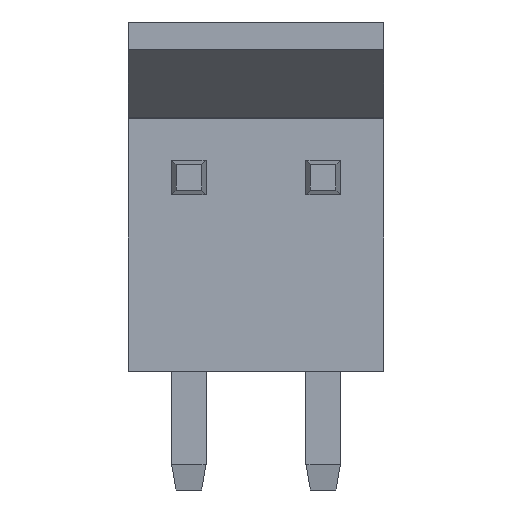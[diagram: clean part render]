
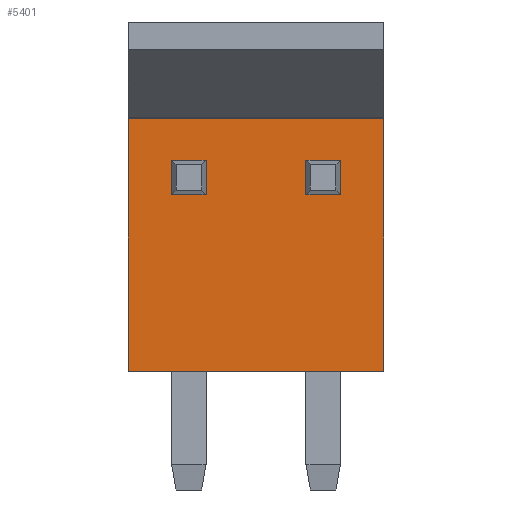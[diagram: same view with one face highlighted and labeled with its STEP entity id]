
A CAD part, front view. The second image highlights one B-rep face of the part: STEP entity #5401.
In plain terms, the highlighted planar face has unit normal (0, -1, 0).
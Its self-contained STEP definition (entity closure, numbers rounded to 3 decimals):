
#426=ORIENTED_EDGE('',*,*,#1538,.T.);
#427=ORIENTED_EDGE('',*,*,#1539,.T.);
#428=ORIENTED_EDGE('',*,*,#1540,.T.);
#429=ORIENTED_EDGE('',*,*,#1541,.T.);
#430=ORIENTED_EDGE('',*,*,#1542,.T.);
#431=ORIENTED_EDGE('',*,*,#1543,.T.);
#432=ORIENTED_EDGE('',*,*,#1544,.T.);
#433=ORIENTED_EDGE('',*,*,#1545,.T.);
#434=ORIENTED_EDGE('',*,*,#1546,.T.);
#435=ORIENTED_EDGE('',*,*,#1547,.T.);
#436=ORIENTED_EDGE('',*,*,#1548,.F.);
#437=ORIENTED_EDGE('',*,*,#1549,.F.);
#1538=EDGE_CURVE('',#2096,#2097,#2472,.T.);
#1539=EDGE_CURVE('',#2097,#2098,#2473,.T.);
#1540=EDGE_CURVE('',#2098,#2099,#2474,.T.);
#1541=EDGE_CURVE('',#2099,#2096,#2475,.T.);
#1542=EDGE_CURVE('',#2100,#2101,#2476,.T.);
#1543=EDGE_CURVE('',#2101,#2102,#2477,.T.);
#1544=EDGE_CURVE('',#2102,#2103,#2478,.T.);
#1545=EDGE_CURVE('',#2103,#2100,#2479,.T.);
#1546=EDGE_CURVE('',#2104,#2105,#2480,.T.);
#1547=EDGE_CURVE('',#2105,#2106,#2481,.T.);
#1548=EDGE_CURVE('',#2107,#2106,#2482,.T.);
#1549=EDGE_CURVE('',#2104,#2107,#2483,.T.);
#2096=VERTEX_POINT('',#6623);
#2097=VERTEX_POINT('',#6624);
#2098=VERTEX_POINT('',#6626);
#2099=VERTEX_POINT('',#6628);
#2100=VERTEX_POINT('',#6631);
#2101=VERTEX_POINT('',#6632);
#2102=VERTEX_POINT('',#6634);
#2103=VERTEX_POINT('',#6636);
#2104=VERTEX_POINT('',#6639);
#2105=VERTEX_POINT('',#6640);
#2106=VERTEX_POINT('',#6642);
#2107=VERTEX_POINT('',#6644);
#2472=LINE('',#6622,#2740);
#2473=LINE('',#6625,#2741);
#2474=LINE('',#6627,#2742);
#2475=LINE('',#6629,#2743);
#2476=LINE('',#6630,#2744);
#2477=LINE('',#6633,#2745);
#2478=LINE('',#6635,#2746);
#2479=LINE('',#6637,#2747);
#2480=LINE('',#6638,#2748);
#2481=LINE('',#6641,#2749);
#2482=LINE('',#6643,#2750);
#2483=LINE('',#6645,#2751);
#2740=VECTOR('',#5916,1000.);
#2741=VECTOR('',#5917,1000.);
#2742=VECTOR('',#5918,1000.);
#2743=VECTOR('',#5919,1000.);
#2744=VECTOR('',#5920,1000.);
#2745=VECTOR('',#5921,1000.);
#2746=VECTOR('',#5922,1000.);
#2747=VECTOR('',#5923,1000.);
#2748=VECTOR('',#5924,1000.);
#2749=VECTOR('',#5925,1000.);
#2750=VECTOR('',#5926,1000.);
#2751=VECTOR('',#5927,1000.);
#2990=EDGE_LOOP('',(#426,#427,#428,#429));
#2991=EDGE_LOOP('',(#430,#431,#432,#433));
#2992=EDGE_LOOP('',(#434,#435,#436,#437));
#3254=FACE_BOUND('',#2990,.T.);
#3255=FACE_BOUND('',#2991,.T.);
#3256=FACE_BOUND('',#2992,.T.);
#3514=PLANE('',#5668);
#5401=ADVANCED_FACE('',(#3254,#3255,#3256),#3514,.T.);
#5668=AXIS2_PLACEMENT_3D('',#6621,#5914,#5915);
#5914=DIRECTION('',(0.,-1.,0.));
#5915=DIRECTION('',(1.,0.,0.));
#5916=DIRECTION('',(0.,0.,-1.));
#5917=DIRECTION('',(-1.,0.,0.));
#5918=DIRECTION('',(0.,0.,1.));
#5919=DIRECTION('',(1.,0.,0.));
#5920=DIRECTION('',(-1.,0.,0.));
#5921=DIRECTION('',(0.,0.,1.));
#5922=DIRECTION('',(1.,0.,0.));
#5923=DIRECTION('',(0.,0.,-1.));
#5924=DIRECTION('',(0.,0.,1.));
#5925=DIRECTION('',(-1.,0.,0.));
#5926=DIRECTION('',(0.,0.,1.));
#5927=DIRECTION('',(-1.,0.,0.));
#6621=CARTESIAN_POINT('',(3.758,-8.915,0.));
#6622=CARTESIAN_POINT('',(2.488,-8.915,6.223));
#6623=CARTESIAN_POINT('',(2.488,-8.915,6.223));
#6624=CARTESIAN_POINT('',(2.488,-8.915,5.207));
#6625=CARTESIAN_POINT('',(2.488,-8.915,5.207));
#6626=CARTESIAN_POINT('',(1.472,-8.915,5.207));
#6627=CARTESIAN_POINT('',(1.472,-8.915,5.207));
#6628=CARTESIAN_POINT('',(1.472,-8.915,6.223));
#6629=CARTESIAN_POINT('',(1.472,-8.915,6.223));
#6630=CARTESIAN_POINT('',(-1.472,-8.915,5.207));
#6631=CARTESIAN_POINT('',(-1.472,-8.915,5.207));
#6632=CARTESIAN_POINT('',(-2.488,-8.915,5.207));
#6633=CARTESIAN_POINT('',(-2.488,-8.915,5.207));
#6634=CARTESIAN_POINT('',(-2.488,-8.915,6.223));
#6635=CARTESIAN_POINT('',(-2.488,-8.915,6.223));
#6636=CARTESIAN_POINT('',(-1.472,-8.915,6.223));
#6637=CARTESIAN_POINT('',(-1.472,-8.915,6.223));
#6638=CARTESIAN_POINT('',(3.758,-8.915,0.));
#6639=CARTESIAN_POINT('',(3.758,-8.915,0.));
#6640=CARTESIAN_POINT('',(3.758,-8.915,7.44));
#6641=CARTESIAN_POINT('',(3.758,-8.915,7.44));
#6642=CARTESIAN_POINT('',(-3.758,-8.915,7.44));
#6643=CARTESIAN_POINT('',(-3.758,-8.915,0.));
#6644=CARTESIAN_POINT('',(-3.758,-8.915,0.));
#6645=CARTESIAN_POINT('',(3.758,-8.915,0.));
